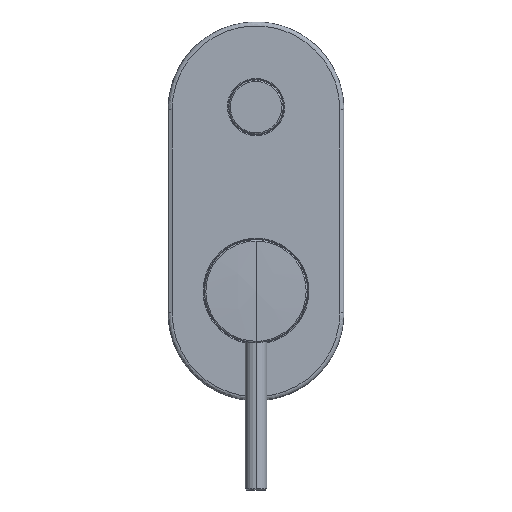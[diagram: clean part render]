
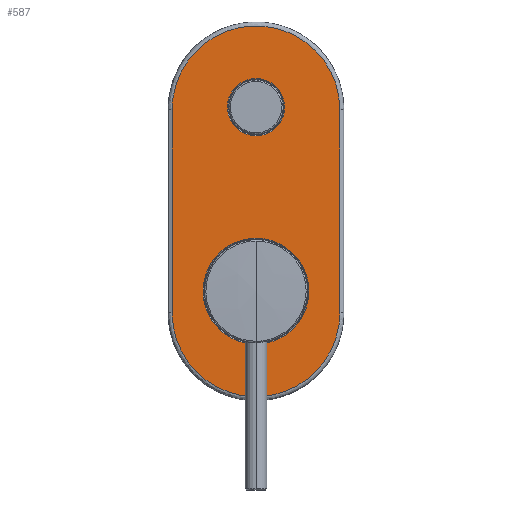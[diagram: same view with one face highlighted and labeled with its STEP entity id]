
A CAD part, front view. The second image highlights one B-rep face of the part: STEP entity #587.
In plain terms, the highlighted face is planar.
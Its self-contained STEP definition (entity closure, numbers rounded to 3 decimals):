
#159=FACE_BOUND('',#1566,.T.);
#160=FACE_BOUND('',#1567,.T.);
#587=ADVANCED_FACE('',(#1056,#159,#160),#7235,.T.);
#1056=FACE_OUTER_BOUND('',#1565,.T.);
#1565=EDGE_LOOP('',(#3702,#3703,#3704,#3705));
#1566=EDGE_LOOP('',(#3706,#3707));
#1567=EDGE_LOOP('',(#3708,#3709));
#3702=ORIENTED_EDGE('',*,*,#4938,.T.);
#3703=ORIENTED_EDGE('',*,*,#4942,.T.);
#3704=ORIENTED_EDGE('',*,*,#4939,.T.);
#3705=ORIENTED_EDGE('',*,*,#4947,.T.);
#3706=ORIENTED_EDGE('',*,*,#4962,.T.);
#3707=ORIENTED_EDGE('',*,*,#4958,.T.);
#3708=ORIENTED_EDGE('',*,*,#4935,.F.);
#3709=ORIENTED_EDGE('',*,*,#4968,.F.);
#4935=EDGE_CURVE('',#6847,#6848,#5318,.T.);
#4938=EDGE_CURVE('',#6849,#6850,#6146,.T.);
#4939=EDGE_CURVE('',#6852,#6851,#6147,.T.);
#4942=EDGE_CURVE('',#6850,#6852,#5323,.T.);
#4947=EDGE_CURVE('',#6851,#6849,#5327,.T.);
#4958=EDGE_CURVE('',#6853,#6854,#5335,.T.);
#4962=EDGE_CURVE('',#6854,#6853,#5339,.T.);
#4968=EDGE_CURVE('',#6848,#6847,#5343,.T.);
#5318=(
BOUNDED_CURVE()
B_SPLINE_CURVE(2,(#20527,#20528,#20529,#20530,#20531),.UNSPECIFIED.,.F.,
 .F.)
B_SPLINE_CURVE_WITH_KNOTS((3,2,3),(-33.144,-16.572,
0.),.UNSPECIFIED.)
CURVE()
GEOMETRIC_REPRESENTATION_ITEM()
RATIONAL_B_SPLINE_CURVE((1.,0.707,1.,0.707,1.))
REPRESENTATION_ITEM('')
);
#5323=(
BOUNDED_CURVE()
B_SPLINE_CURVE(2,(#20548,#20549,#20550,#20551,#20552),.UNSPECIFIED.,.F.,
 .F.)
B_SPLINE_CURVE_WITH_KNOTS((3,2,3),(0.,48.695,97.389),
 .UNSPECIFIED.)
CURVE()
GEOMETRIC_REPRESENTATION_ITEM()
RATIONAL_B_SPLINE_CURVE((1.,0.707,1.,0.707,1.))
REPRESENTATION_ITEM('')
);
#5327=(
BOUNDED_CURVE()
B_SPLINE_CURVE(2,(#20566,#20567,#20568,#20569,#20570),.UNSPECIFIED.,.F.,
 .F.)
B_SPLINE_CURVE_WITH_KNOTS((3,2,3),(0.,48.695,97.389),
 .UNSPECIFIED.)
CURVE()
GEOMETRIC_REPRESENTATION_ITEM()
RATIONAL_B_SPLINE_CURVE((1.,0.707,1.,0.707,1.))
REPRESENTATION_ITEM('')
);
#5335=(
BOUNDED_CURVE()
B_SPLINE_CURVE(2,(#20608,#20609,#20610,#20611,#20612),.UNSPECIFIED.,.F.,
 .F.)
B_SPLINE_CURVE_WITH_KNOTS((3,2,3),(0.,30.709,61.418),
 .UNSPECIFIED.)
CURVE()
GEOMETRIC_REPRESENTATION_ITEM()
RATIONAL_B_SPLINE_CURVE((1.,0.707,1.,0.707,1.))
REPRESENTATION_ITEM('')
);
#5339=(
BOUNDED_CURVE()
B_SPLINE_CURVE(2,(#20624,#20625,#20626,#20627,#20628),.UNSPECIFIED.,.F.,
 .F.)
B_SPLINE_CURVE_WITH_KNOTS((3,2,3),(0.,30.709,61.418),
 .UNSPECIFIED.)
CURVE()
GEOMETRIC_REPRESENTATION_ITEM()
RATIONAL_B_SPLINE_CURVE((1.,0.707,1.,0.707,1.))
REPRESENTATION_ITEM('')
);
#5343=(
BOUNDED_CURVE()
B_SPLINE_CURVE(2,(#20648,#20649,#20650,#20651,#20652),.UNSPECIFIED.,.F.,
 .F.)
B_SPLINE_CURVE_WITH_KNOTS((3,2,3),(-33.144,-16.572,
0.),.UNSPECIFIED.)
CURVE()
GEOMETRIC_REPRESENTATION_ITEM()
RATIONAL_B_SPLINE_CURVE((1.,0.707,1.,0.707,1.))
REPRESENTATION_ITEM('')
);
#6146=B_SPLINE_CURVE_WITH_KNOTS('',1,(#20538,#20539),.UNSPECIFIED.,.F.,
 .F.,(2,2),(-75.,0.),.UNSPECIFIED.);
#6147=B_SPLINE_CURVE_WITH_KNOTS('',1,(#20540,#20541),.UNSPECIFIED.,.F.,
 .F.,(2,2),(-75.,0.),.UNSPECIFIED.);
#6847=VERTEX_POINT('',#20422);
#6848=VERTEX_POINT('',#20423);
#6849=VERTEX_POINT('',#20424);
#6850=VERTEX_POINT('',#20425);
#6851=VERTEX_POINT('',#20426);
#6852=VERTEX_POINT('',#20427);
#6853=VERTEX_POINT('',#20428);
#6854=VERTEX_POINT('',#20429);
#7235=PLANE('',#7947);
#7947=AXIS2_PLACEMENT_3D('',#19063,#8352,$);
#8352=DIRECTION('',(1.,0.,0.));
#19063=CARTESIAN_POINT('',(6.5,-37.453,93.953));
#20422=CARTESIAN_POINT('',(6.5,0.,60.55));
#20423=CARTESIAN_POINT('',(6.5,0.,39.45));
#20424=CARTESIAN_POINT('',(6.5,-31.,49.));
#20425=CARTESIAN_POINT('',(6.5,-31.,-26.));
#20426=CARTESIAN_POINT('',(6.5,31.,49.));
#20427=CARTESIAN_POINT('',(6.5,31.,-26.));
#20428=CARTESIAN_POINT('',(6.5,19.55,-18.));
#20429=CARTESIAN_POINT('',(6.5,-19.55,-18.));
#20527=CARTESIAN_POINT('',(6.5,0.,60.55));
#20528=CARTESIAN_POINT('',(6.5,-10.55,60.55));
#20529=CARTESIAN_POINT('',(6.5,-10.55,50.));
#20530=CARTESIAN_POINT('',(6.5,-10.55,39.45));
#20531=CARTESIAN_POINT('',(6.5,0.,39.45));
#20538=CARTESIAN_POINT('',(6.5,-31.,49.));
#20539=CARTESIAN_POINT('',(6.5,-31.,-26.));
#20540=CARTESIAN_POINT('',(6.5,31.,-26.));
#20541=CARTESIAN_POINT('',(6.5,31.,49.));
#20548=CARTESIAN_POINT('',(6.5,-31.,-26.));
#20549=CARTESIAN_POINT('',(6.5,-31.,-57.));
#20550=CARTESIAN_POINT('',(6.5,0.,-57.));
#20551=CARTESIAN_POINT('',(6.5,31.,-57.));
#20552=CARTESIAN_POINT('',(6.5,31.,-26.));
#20566=CARTESIAN_POINT('',(6.5,31.,49.));
#20567=CARTESIAN_POINT('',(6.5,31.,80.));
#20568=CARTESIAN_POINT('',(6.5,0.,80.));
#20569=CARTESIAN_POINT('',(6.5,-31.,80.));
#20570=CARTESIAN_POINT('',(6.5,-31.,49.));
#20608=CARTESIAN_POINT('',(6.5,19.55,-18.));
#20609=CARTESIAN_POINT('',(6.5,19.55,-37.55));
#20610=CARTESIAN_POINT('',(6.5,0.,-37.55));
#20611=CARTESIAN_POINT('',(6.5,-19.55,-37.55));
#20612=CARTESIAN_POINT('',(6.5,-19.55,-18.));
#20624=CARTESIAN_POINT('',(6.5,-19.55,-18.));
#20625=CARTESIAN_POINT('',(6.5,-19.55,1.55));
#20626=CARTESIAN_POINT('',(6.5,0.,1.55));
#20627=CARTESIAN_POINT('',(6.5,19.55,1.55));
#20628=CARTESIAN_POINT('',(6.5,19.55,-18.));
#20648=CARTESIAN_POINT('',(6.5,0.,39.45));
#20649=CARTESIAN_POINT('',(6.5,10.55,39.45));
#20650=CARTESIAN_POINT('',(6.5,10.55,50.));
#20651=CARTESIAN_POINT('',(6.5,10.55,60.55));
#20652=CARTESIAN_POINT('',(6.5,0.,60.55));
